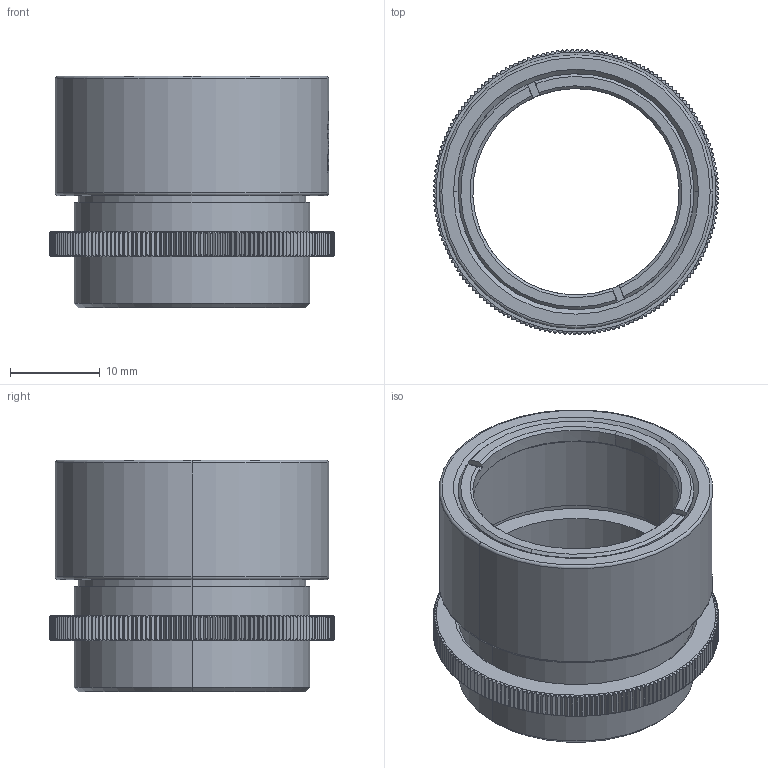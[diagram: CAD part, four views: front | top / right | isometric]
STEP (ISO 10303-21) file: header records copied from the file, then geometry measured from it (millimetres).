
FILE_DESCRIPTION (( 'STEP AP203' ), '1' );
FILE_NAME ('CSAS1-8A.STEP', '2025-08-29T08:02:52', ( '' ), ( '' ), 'SwSTEP 2.0', 'SolidWorks 2020', '' );
FILE_SCHEMA (( 'CONFIG_CONTROL_DESIGN' ));
Length unit declared in the file: millimetre
Products named in the file (1): CSAS1-8A
Bounding box: 31.8 x 31.8 x 25.8 mm (x, y, z)
Volume: 4763.9 mm3; surface area: 6551.8 mm2
Topology: 3 solids, 3 shells, 1166 faces, 3323 edges, 2206 vertices
Faces by surface type: plane 619, bspline 295, cylinder 224, cone 18, torus 10
Entity records: 55830 total; most frequent: CARTESIAN_POINT 28929, ORIENTED_EDGE 6646, DIRECTION 3941, EDGE_CURVE 3323, VERTEX_POINT 2206, B_SPLINE_CURVE_WITH_KNOTS 1580, AXIS2_PLACEMENT_3D 1326, VECTOR 1289
